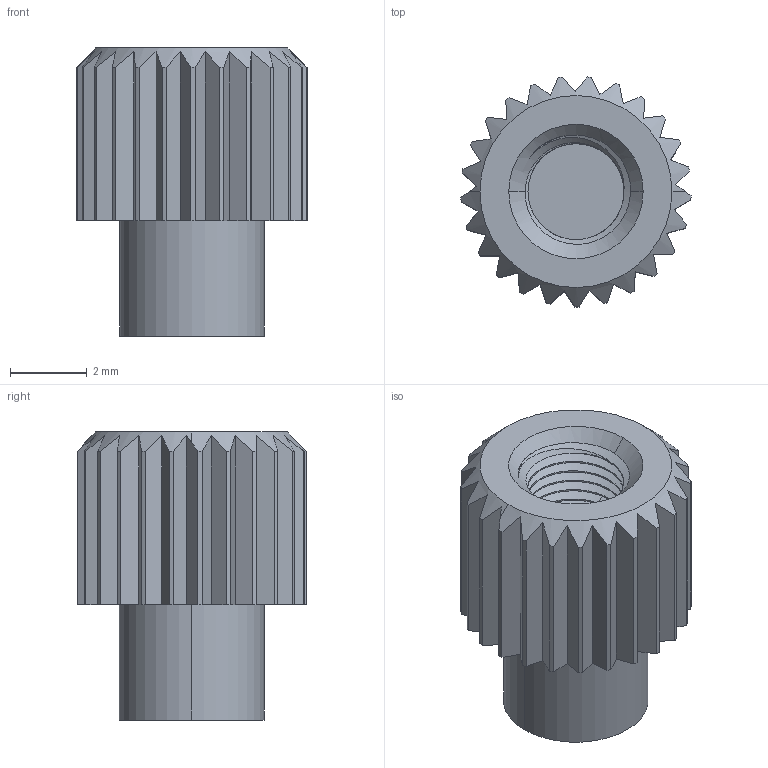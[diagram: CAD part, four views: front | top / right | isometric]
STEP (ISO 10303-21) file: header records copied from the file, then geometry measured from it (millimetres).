
FILE_DESCRIPTION (( 'STEP AP203' ), '1' );
FILE_NAME ('2000-0025-0002 v1 (2).STEP', '2024-07-11T18:28:27', ( '微软用户' ), ( '微软中国' ), 'SwSTEP 2.0', 'SolidWorks 2023', '' );
FILE_SCHEMA (( 'CONFIG_CONTROL_DESIGN' ));
Length unit declared in the file: millimetre
Products named in the file (1): 2000-0025-0002 v1 (2)
Bounding box: 5.99 x 5.99 x 7.5 mm (x, y, z)
Volume: 109.3 mm3; surface area: 302.5 mm2
Topology: 1 solids, 1 shells, 139 faces, 398 edges, 264 vertices
Faces by surface type: cylinder 66, plane 55, bspline 14, cone 4
Entity records: 9569 total; most frequent: CARTESIAN_POINT 6158, ORIENTED_EDGE 796, DIRECTION 550, EDGE_CURVE 398, VERTEX_POINT 264, AXIS2_PLACEMENT_3D 188, LINE 174, VECTOR 174
